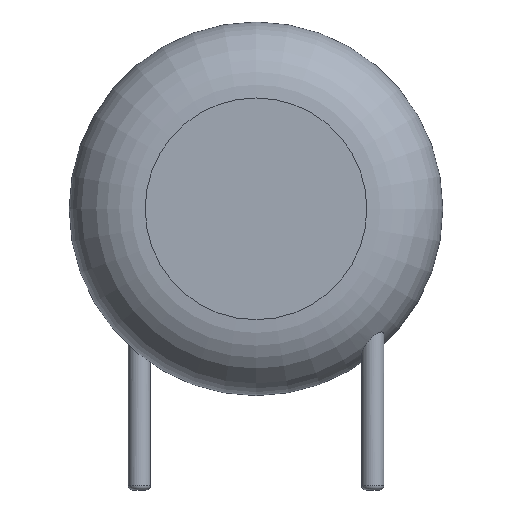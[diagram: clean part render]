
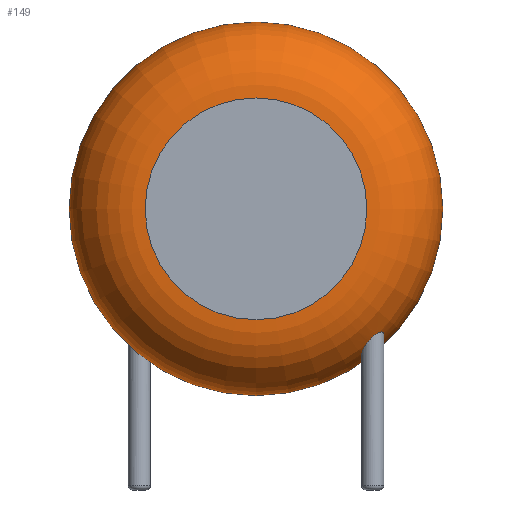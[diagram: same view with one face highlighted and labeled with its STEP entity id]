
A CAD part, front view. The second image highlights one B-rep face of the part: STEP entity #149.
In plain terms, the highlighted toroidal (fillet/blend) face has major radius 3.561 mm and minor radius 2.439 mm.
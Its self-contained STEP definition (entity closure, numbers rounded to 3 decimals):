
#24 = VERTEX_POINT('',#25);
#25 = CARTESIAN_POINT('',(9.75,-1.161,6.03));
#31 = EDGE_CURVE('',#24,#24,#32,.T.);
#32 = CIRCLE('',#33,6.);
#33 = AXIS2_PLACEMENT_3D('',#34,#35,#36);
#34 = CARTESIAN_POINT('',(3.75,-1.161,6.03));
#35 = DIRECTION('',(0.,-1.,0.));
#36 = DIRECTION('',(1.,0.,0.));
#149 = ADVANCED_FACE('',(#150,#170),#244,.T.);
#150 = FACE_BOUND('',#151,.T.);
#151 = EDGE_LOOP('',(#152,#153,#162,#169));
#152 = ORIENTED_EDGE('',*,*,#31,.T.);
#153 = ORIENTED_EDGE('',*,*,#154,.T.);
#154 = EDGE_CURVE('',#24,#155,#157,.T.);
#155 = VERTEX_POINT('',#156);
#156 = CARTESIAN_POINT('',(7.311,-3.6,6.03));
#157 = CIRCLE('',#158,2.439);
#158 = AXIS2_PLACEMENT_3D('',#159,#160,#161);
#159 = CARTESIAN_POINT('',(7.311,-1.161,6.03));
#160 = DIRECTION('',(0.,0.,-1.));
#161 = DIRECTION('',(1.,0.,0.));
#162 = ORIENTED_EDGE('',*,*,#163,.F.);
#163 = EDGE_CURVE('',#155,#155,#164,.T.);
#164 = CIRCLE('',#165,3.561);
#165 = AXIS2_PLACEMENT_3D('',#166,#167,#168);
#166 = CARTESIAN_POINT('',(3.75,-3.6,6.03));
#167 = DIRECTION('',(0.,-1.,0.));
#168 = DIRECTION('',(1.,0.,0.));
#169 = ORIENTED_EDGE('',*,*,#154,.F.);
#170 = FACE_BOUND('',#171,.T.);
#171 = EDGE_LOOP('',(#172,#191));
#172 = ORIENTED_EDGE('',*,*,#173,.T.);
#173 = EDGE_CURVE('',#174,#176,#178,.T.);
#174 = VERTEX_POINT('',#175);
#175 = CARTESIAN_POINT('',(7.86,-2.2,1.984));
#176 = VERTEX_POINT('',#177);
#177 = CARTESIAN_POINT('',(7.475,-1.841,1.45
));
#178 = B_SPLINE_CURVE_WITH_KNOTS('',6,(#179,#180,#181,#182,#183,#184,
#185,#186,#187,#188,#189,#190),.UNSPECIFIED.,.F.,.F.,(7,5,7),(
0.,0.526,1.),.UNSPECIFIED.);
#179 = CARTESIAN_POINT('',(7.86,-2.2,1.984));
#180 = CARTESIAN_POINT('',(7.86,-2.147,1.948));
#181 = CARTESIAN_POINT('',(7.851,-2.095,1.907
));
#182 = CARTESIAN_POINT('',(7.833,-2.046,1.861
));
#183 = CARTESIAN_POINT('',(7.807,-2.002,1.813
));
#184 = CARTESIAN_POINT('',(7.775,-1.962,1.763
));
#185 = CARTESIAN_POINT('',(7.702,-1.899,1.668
));
#186 = CARTESIAN_POINT('',(7.663,-1.874,1.622
));
#187 = CARTESIAN_POINT('',(7.619,-1.854,1.576
));
#188 = CARTESIAN_POINT('',(7.573,-1.842,1.531
));
#189 = CARTESIAN_POINT('',(7.524,-1.837,1.489)
);
#190 = CARTESIAN_POINT('',(7.475,-1.841,1.45
));
#191 = ORIENTED_EDGE('',*,*,#192,.T.);
#192 = EDGE_CURVE('',#176,#174,#193,.T.);
#193 = B_SPLINE_CURVE_WITH_KNOTS('',7,(#194,#195,#196,#197,#198,#199,
#200,#201,#202,#203,#204,#205,#206,#207,#208,#209,#210,#211,#212,
#213,#214,#215,#216,#217,#218,#219,#220,#221,#222,#223,#224,#225,
#226,#227,#228,#229,#230,#231,#232,#233,#234,#235,#236,#237,#238,
#239,#240,#241,#242,#243),.UNSPECIFIED.,.F.,.F.,(8,6,6,6,6,6,6,6,8),
(0.,0.205,0.307,0.362,0.53,
0.688,0.821,0.928,1.),.UNSPECIFIED.);
#194 = CARTESIAN_POINT('',(7.475,-1.841,1.45
));
#195 = CARTESIAN_POINT('',(7.425,-1.844,1.411
));
#196 = CARTESIAN_POINT('',(7.376,-1.856,1.376));
#197 = CARTESIAN_POINT('',(7.327,-1.876,1.346
));
#198 = CARTESIAN_POINT('',(7.282,-1.904,1.323)
);
#199 = CARTESIAN_POINT('',(7.241,-1.94,1.308
));
#200 = CARTESIAN_POINT('',(7.209,-1.982,1.302
));
#201 = CARTESIAN_POINT('',(7.171,-2.051,1.307)
);
#202 = CARTESIAN_POINT('',(7.161,-2.074,1.311)
);
#203 = CARTESIAN_POINT('',(7.153,-2.098,1.317)
);
#204 = CARTESIAN_POINT('',(7.147,-2.123,1.325
));
#205 = CARTESIAN_POINT('',(7.142,-2.147,1.336)
);
#206 = CARTESIAN_POINT('',(7.14,-2.172,1.348
));
#207 = CARTESIAN_POINT('',(7.14,-2.209,1.369
));
#208 = CARTESIAN_POINT('',(7.14,-2.222,1.377
));
#209 = CARTESIAN_POINT('',(7.141,-2.235,1.386
));
#210 = CARTESIAN_POINT('',(7.143,-2.248,1.395
));
#211 = CARTESIAN_POINT('',(7.145,-2.261,1.404)
);
#212 = CARTESIAN_POINT('',(7.147,-2.273,1.414
));
#213 = CARTESIAN_POINT('',(7.159,-2.322,1.454
));
#214 = CARTESIAN_POINT('',(7.173,-2.358,1.488)
);
#215 = CARTESIAN_POINT('',(7.19,-2.391,1.525)
);
#216 = CARTESIAN_POINT('',(7.211,-2.421,1.564)
);
#217 = CARTESIAN_POINT('',(7.235,-2.448,1.604
));
#218 = CARTESIAN_POINT('',(7.262,-2.472,1.645
));
#219 = CARTESIAN_POINT('',(7.319,-2.513,1.726
));
#220 = CARTESIAN_POINT('',(7.349,-2.53,1.766)
);
#221 = CARTESIAN_POINT('',(7.381,-2.543,1.805)
);
#222 = CARTESIAN_POINT('',(7.415,-2.554,1.844
));
#223 = CARTESIAN_POINT('',(7.451,-2.56,1.882
));
#224 = CARTESIAN_POINT('',(7.488,-2.562,1.917
));
#225 = CARTESIAN_POINT('',(7.557,-2.557,1.976
));
#226 = CARTESIAN_POINT('',(7.589,-2.551,2.001
));
#227 = CARTESIAN_POINT('',(7.621,-2.542,2.023
));
#228 = CARTESIAN_POINT('',(7.652,-2.53,2.041)
);
#229 = CARTESIAN_POINT('',(7.682,-2.514,2.055
));
#230 = CARTESIAN_POINT('',(7.71,-2.494,2.066
));
#231 = CARTESIAN_POINT('',(7.756,-2.454,2.076
));
#232 = CARTESIAN_POINT('',(7.775,-2.434,2.078
));
#233 = CARTESIAN_POINT('',(7.793,-2.413,2.077
));
#234 = CARTESIAN_POINT('',(7.808,-2.391,2.073
));
#235 = CARTESIAN_POINT('',(7.821,-2.367,2.067
));
#236 = CARTESIAN_POINT('',(7.831,-2.343,2.059
));
#237 = CARTESIAN_POINT('',(7.846,-2.302,2.042)
);
#238 = CARTESIAN_POINT('',(7.851,-2.285,2.034)
);
#239 = CARTESIAN_POINT('',(7.854,-2.268,2.025
));
#240 = CARTESIAN_POINT('',(7.857,-2.251,2.016)
);
#241 = CARTESIAN_POINT('',(7.859,-2.234,2.006
));
#242 = CARTESIAN_POINT('',(7.86,-2.217,1.995));
#243 = CARTESIAN_POINT('',(7.86,-2.2,1.984));
#244 = TOROIDAL_SURFACE('',#245,3.561,2.439);
#245 = AXIS2_PLACEMENT_3D('',#246,#247,#248);
#246 = CARTESIAN_POINT('',(3.75,-1.161,6.03));
#247 = DIRECTION('',(0.,-1.,0.));
#248 = DIRECTION('',(1.,0.,0.));
